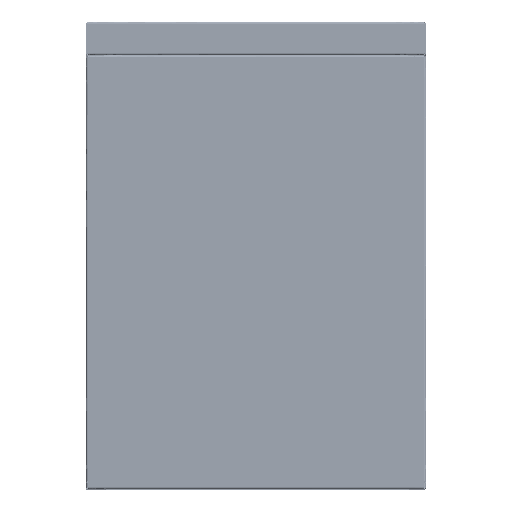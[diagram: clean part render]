
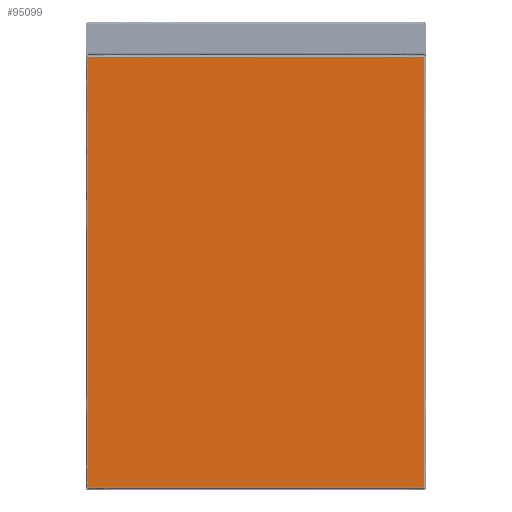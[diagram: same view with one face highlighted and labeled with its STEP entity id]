
A CAD part, top view. The second image highlights one B-rep face of the part: STEP entity #95099.
In plain terms, the highlighted free-form (B-spline) face has degree [1, 1] with [2, 2] control points.
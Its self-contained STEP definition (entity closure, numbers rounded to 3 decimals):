
#10608 = CARTESIAN_POINT ( 'NONE',  ( 0.6, 508.4, 1.6 ) ) ;
#16212 = VERTEX_POINT ( 'NONE', #20889 ) ;
#20889 = CARTESIAN_POINT ( 'NONE',  ( 0.6, 508.4, 398.4 ) ) ;
#22669 = ORIENTED_EDGE ( 'NONE', *, *, #57106, .F. ) ;
#23317 = CARTESIAN_POINT ( 'NONE',  ( 0.6, 1.6, 398.4 ) ) ;
#25876 = EDGE_CURVE ( 'NONE', #80388, #63480, #49507, .T. ) ;
#27712 = ORIENTED_EDGE ( 'NONE', *, *, #25876, .T. ) ;
#29258 = EDGE_CURVE ( 'NONE', #80388, #16212, #75223, .T. ) ;
#35000 = CARTESIAN_POINT ( 'NONE',  ( 0.6, 1.6, 1.6 ) ) ;
#36653 = CARTESIAN_POINT ( 'NONE',  ( 0.6, 1.6, 398.4 ) ) ;
#39111 = CARTESIAN_POINT ( 'NONE',  ( 0.6, 1.6, 1.6 ) ) ;
#43342 = B_SPLINE_SURFACE_WITH_KNOTS ( 'NONE', 1, 1, ( 
 ( #43956, #71024 ),
 ( #95328, #69947 ) ),
 .UNSPECIFIED., .F., .F., .F.,
 ( 2, 2 ),
 ( 2, 2 ),
 ( 0., 1. ),
 ( 0., 1. ),
 .UNSPECIFIED. ) ;
#43956 = CARTESIAN_POINT ( 'NONE',  ( 0.6, 508.4, 398.4 ) ) ;
#44143 = CARTESIAN_POINT ( 'NONE',  ( 0.6, 508.4, 1.6 ) ) ;
#45050 = FACE_OUTER_BOUND ( 'NONE', #54984, .T. ) ;
#45232 = CARTESIAN_POINT ( 'NONE',  ( 0.6, 508.4, 398.4 ) ) ;
#48951 = B_SPLINE_CURVE_WITH_KNOTS ( 'NONE', 1,
 ( #106553, #39111 ),
 .UNSPECIFIED., .F., .F.,
 ( 2, 2 ),
 ( -1., 0. ),
 .UNSPECIFIED. ) ;
#49507 = B_SPLINE_CURVE_WITH_KNOTS ( 'NONE', 1,
 ( #36653, #35000 ),
 .UNSPECIFIED., .F., .F.,
 ( 2, 2 ),
 ( 0., 1. ),
 .UNSPECIFIED. ) ;
#52600 = VERTEX_POINT ( 'NONE', #10608 ) ;
#54984 = EDGE_LOOP ( 'NONE', ( #71726, #22669, #58397, #27712 ) ) ;
#57106 = EDGE_CURVE ( 'NONE', #16212, #52600, #58038, .T. ) ;
#58038 = B_SPLINE_CURVE_WITH_KNOTS ( 'NONE', 1,
 ( #45232, #44143 ),
 .UNSPECIFIED., .F., .F.,
 ( 2, 2 ),
 ( -1., 0. ),
 .UNSPECIFIED. ) ;
#58397 = ORIENTED_EDGE ( 'NONE', *, *, #29258, .F. ) ;
#63480 = VERTEX_POINT ( 'NONE', #90393 ) ;
#69947 = CARTESIAN_POINT ( 'NONE',  ( 0.6, 1.6, 1.6 ) ) ;
#71024 = CARTESIAN_POINT ( 'NONE',  ( 0.6, 1.6, 398.4 ) ) ;
#71726 = ORIENTED_EDGE ( 'NONE', *, *, #76384, .F. ) ;
#75223 = B_SPLINE_CURVE_WITH_KNOTS ( 'NONE', 1,
 ( #79833, #104142 ),
 .UNSPECIFIED., .F., .F.,
 ( 2, 2 ),
 ( -1., 0. ),
 .UNSPECIFIED. ) ;
#76384 = EDGE_CURVE ( 'NONE', #52600, #63480, #48951, .T. ) ;
#79833 = CARTESIAN_POINT ( 'NONE',  ( 0.6, 1.6, 398.4 ) ) ;
#80388 = VERTEX_POINT ( 'NONE', #23317 ) ;
#90393 = CARTESIAN_POINT ( 'NONE',  ( 0.6, 1.6, 1.6 ) ) ;
#95099 = ADVANCED_FACE ( 'NONE', ( #45050 ), #43342, .F. ) ;
#95328 = CARTESIAN_POINT ( 'NONE',  ( 0.6, 508.4, 1.6 ) ) ;
#104142 = CARTESIAN_POINT ( 'NONE',  ( 0.6, 508.4, 398.4 ) ) ;
#106553 = CARTESIAN_POINT ( 'NONE',  ( 0.6, 508.4, 1.6 ) ) ;
